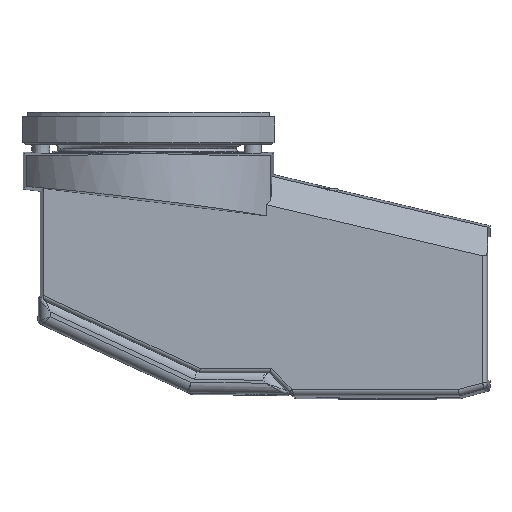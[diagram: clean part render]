
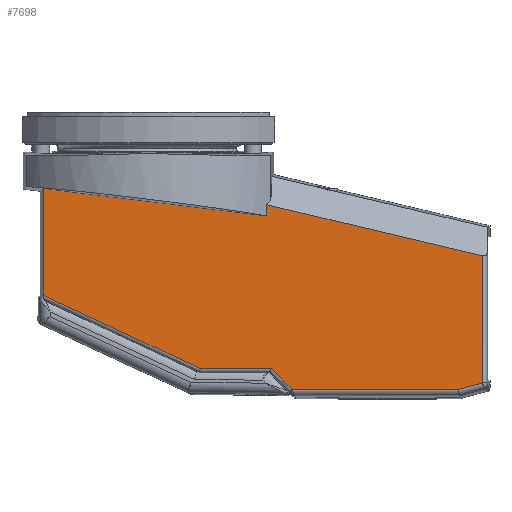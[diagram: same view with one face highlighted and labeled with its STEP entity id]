
A CAD part, front view. The second image highlights one B-rep face of the part: STEP entity #7698.
In plain terms, the highlighted planar face has unit normal (0, -1, 0).
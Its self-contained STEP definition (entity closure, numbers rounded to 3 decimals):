
#470 = CARTESIAN_POINT ( 'NONE',  ( 54.717, -42., -26.204 ) ) ;
#2285 = LINE ( 'NONE', #50829, #41170 ) ;
#2854 = EDGE_CURVE ( 'NONE', #126378, #113202, #81374, .T. ) ;
#7698 = ADVANCED_FACE ( 'NONE', ( #44963 ), #92746, .F. ) ;
#13672 = ORIENTED_EDGE ( 'NONE', *, *, #111430, .T. ) ;
#15912 = LINE ( 'NONE', #136139, #135363 ) ;
#19730 = ORIENTED_EDGE ( 'NONE', *, *, #67675, .T. ) ;
#20167 = LINE ( 'NONE', #131554, #129806 ) ;
#20987 = VECTOR ( 'NONE', #83045, 1000. ) ;
#22503 = DIRECTION ( 'NONE',  ( -0.993, 0., 0.122 ) ) ;
#22675 = DIRECTION ( 'NONE',  ( 0., 1., 0. ) ) ;
#23388 = CARTESIAN_POINT ( 'NONE',  ( 155.784, -42., -108.325 ) ) ;
#30826 = VECTOR ( 'NONE', #44127, 1000. ) ;
#32824 = VERTEX_POINT ( 'NONE', #65411 ) ;
#33612 = CARTESIAN_POINT ( 'NONE',  ( -34.792, -42., -74.611 ) ) ;
#34968 = DIRECTION ( 'NONE',  ( 0., 0., 1. ) ) ;
#36735 = VECTOR ( 'NONE', #45372, 1000. ) ;
#41170 = VECTOR ( 'NONE', #34968, 1000. ) ;
#44127 = DIRECTION ( 'NONE',  ( 0.707, 0., -0.707 ) ) ;
#44963 = FACE_OUTER_BOUND ( 'NONE', #150568, .T. ) ;
#45372 = DIRECTION ( 'NONE',  ( 0., 0., 1. ) ) ;
#46202 = CARTESIAN_POINT ( 'NONE',  ( 143.426, -42., -111.636 ) ) ;
#47707 = EDGE_CURVE ( 'NONE', #51266, #155883, #108528, .T. ) ;
#50829 = CARTESIAN_POINT ( 'NONE',  ( 54.717, -42., -35. ) ) ;
#51266 = VERTEX_POINT ( 'NONE', #46202 ) ;
#51686 = DIRECTION ( 'NONE',  ( 1., 0., 0. ) ) ;
#55626 = DIRECTION ( 'NONE',  ( 0.973, 0., -0.23 ) ) ;
#65066 = CARTESIAN_POINT ( 'NONE',  ( 154.602, -42., -49.855 ) ) ;
#65411 = CARTESIAN_POINT ( 'NONE',  ( 66.465, -42., -111.636 ) ) ;
#66663 = VERTEX_POINT ( 'NONE', #151895 ) ;
#67675 = EDGE_CURVE ( 'NONE', #155883, #151616, #84935, .T. ) ;
#67884 = CARTESIAN_POINT ( 'NONE',  ( 54.717, -42., -31.362 ) ) ;
#67999 = CARTESIAN_POINT ( 'NONE',  ( -48.533, -42., -68.204 ) ) ;
#68260 = ORIENTED_EDGE ( 'NONE', *, *, #100407, .F. ) ;
#68424 = VERTEX_POINT ( 'NONE', #470 ) ;
#74867 = VECTOR ( 'NONE', #141752, 1000. ) ;
#78089 = EDGE_CURVE ( 'NONE', #125492, #68424, #2285, .T. ) ;
#80287 = LINE ( 'NONE', #103396, #86679 ) ;
#81374 = LINE ( 'NONE', #33612, #116261 ) ;
#83045 = DIRECTION ( 'NONE',  ( 0.966, 0., 0.259 ) ) ;
#83540 = ORIENTED_EDGE ( 'NONE', *, *, #2854, .T. ) ;
#84935 = LINE ( 'NONE', #133553, #111945 ) ;
#85410 = ORIENTED_EDGE ( 'NONE', *, *, #125932, .T. ) ;
#86679 = VECTOR ( 'NONE', #55626, 1000. ) ;
#89868 = VERTEX_POINT ( 'NONE', #92469 ) ;
#92363 = LINE ( 'NONE', #119388, #36735 ) ;
#92469 = CARTESIAN_POINT ( 'NONE',  ( -48.533, -42., -18.685 ) ) ;
#92746 = PLANE ( 'NONE',  #144941 ) ;
#93165 = LINE ( 'NONE', #140965, #74867 ) ;
#93318 = ORIENTED_EDGE ( 'NONE', *, *, #136964, .F. ) ;
#93521 = DIRECTION ( 'NONE',  ( 1., 0., 0. ) ) ;
#96095 = DIRECTION ( 'NONE',  ( 0., 0., 1. ) ) ;
#98768 = EDGE_CURVE ( 'NONE', #125492, #89868, #20167, .T. ) ;
#100407 = EDGE_CURVE ( 'NONE', #68424, #151616, #80287, .T. ) ;
#103396 = CARTESIAN_POINT ( 'NONE',  ( -2.97, -42., -12.545 ) ) ;
#108528 = LINE ( 'NONE', #23388, #20987 ) ;
#109067 = ORIENTED_EDGE ( 'NONE', *, *, #78089, .F. ) ;
#111430 = EDGE_CURVE ( 'NONE', #66663, #32824, #126971, .T. ) ;
#111945 = VECTOR ( 'NONE', #96095, 1000. ) ;
#113202 = VERTEX_POINT ( 'NONE', #147753 ) ;
#115756 = ORIENTED_EDGE ( 'NONE', *, *, #98768, .T. ) ;
#115800 = CARTESIAN_POINT ( 'NONE',  ( -22.586, -42., -22.586 ) ) ;
#116261 = VECTOR ( 'NONE', #120358, 1000. ) ;
#119388 = CARTESIAN_POINT ( 'NONE',  ( -48.533, -42., 0. ) ) ;
#120358 = DIRECTION ( 'NONE',  ( 0.906, 0., -0.423 ) ) ;
#121013 = EDGE_CURVE ( 'NONE', #113202, #66663, #15912, .T. ) ;
#125492 = VERTEX_POINT ( 'NONE', #67884 ) ;
#125932 = EDGE_CURVE ( 'NONE', #32824, #51266, #93165, .T. ) ;
#126378 = VERTEX_POINT ( 'NONE', #67999 ) ;
#126971 = LINE ( 'NONE', #115800, #30826 ) ;
#129806 = VECTOR ( 'NONE', #22503, 1000. ) ;
#131554 = CARTESIAN_POINT ( 'NONE',  ( -57.821, -42., -17.544 ) ) ;
#131721 = CARTESIAN_POINT ( 'NONE',  ( 0., -42., 0. ) ) ;
#133553 = CARTESIAN_POINT ( 'NONE',  ( 154.602, -42., -50.312 ) ) ;
#135363 = VECTOR ( 'NONE', #51686, 1000. ) ;
#136139 = CARTESIAN_POINT ( 'NONE',  ( 0., -42., -102. ) ) ;
#136964 = EDGE_CURVE ( 'NONE', #126378, #89868, #92363, .T. ) ;
#140965 = CARTESIAN_POINT ( 'NONE',  ( 143.807, -42., -111.636 ) ) ;
#141752 = DIRECTION ( 'NONE',  ( 1., 0., 0. ) ) ;
#144941 = AXIS2_PLACEMENT_3D ( 'NONE', #131721, #22675, #93521 ) ;
#147753 = CARTESIAN_POINT ( 'NONE',  ( 23.943, -42., -102. ) ) ;
#148305 = ORIENTED_EDGE ( 'NONE', *, *, #47707, .T. ) ;
#150568 = EDGE_LOOP ( 'NONE', ( #148305, #19730, #68260, #109067, #115756, #93318, #83540, #153137, #13672, #85410 ) ) ;
#151616 = VERTEX_POINT ( 'NONE', #65066 ) ;
#151895 = CARTESIAN_POINT ( 'NONE',  ( 56.828, -42., -102. ) ) ;
#153137 = ORIENTED_EDGE ( 'NONE', *, *, #121013, .T. ) ;
#155883 = VERTEX_POINT ( 'NONE', #157384 ) ;
#157384 = CARTESIAN_POINT ( 'NONE',  ( 154.602, -42., -108.642 ) ) ;
